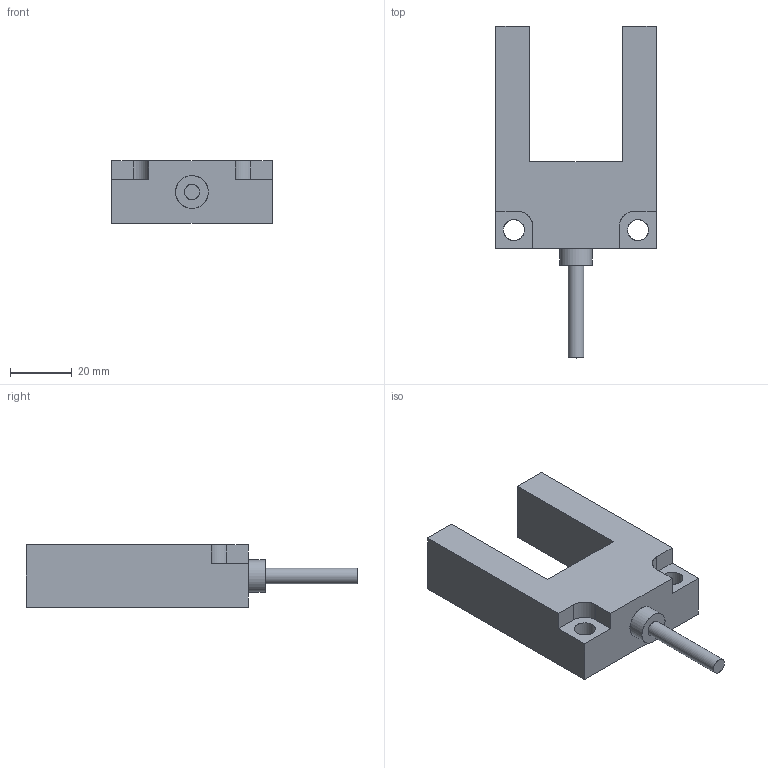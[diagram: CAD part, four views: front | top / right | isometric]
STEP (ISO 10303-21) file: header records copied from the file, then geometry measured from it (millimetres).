
FILE_DESCRIPTION(/* description */ (''),/* implementation_level */ '2;1');
FILE_NAME(/* name */ 'FG50_短型.stp',/* time_stamp */ '2022-10-29T15:57:37+08:00',/* author */ (''),/* organization */ (''),/* preprocessor_version */ 'ST-DEVELOPER v16',/* originating_system */ 'SIEMENS PLM Software NX 10.0',/* authorisation */ '');
FILE_SCHEMA (('AP203_CONFIGURATION_CONTROLLED_3D_DESIGN_OF_MECHANICAL_PARTS_AND_ASSEMBLIES_MIM_LF { 1 0 10303 403 2 1 2}'));
Length unit declared in the file: millimetre
Products named in the file (1): Admi2AB8DD0Ci4hb
Bounding box: 52 x 107.5 x 20.2 mm (x, y, z)
Surface area: 13651.8 mm2 (no closed solid volume)
Topology: 0 solids, 32 shells, 32 faces, 145 edges, 142 vertices
Faces by surface type: plane 26, cylinder 6
Full cylindrical faces by diameter (mm): 5 x1, 6.8 x2, 10.6 x1
Entity records: 1892 total; most frequent: CARTESIAN_POINT 658, DIRECTION 207, ORIENTED_EDGE 140, VERTEX_POINT 140, EDGE_CURVE 140, LINE 113, VECTOR 113, AXIS2_PLACEMENT_3D 47
